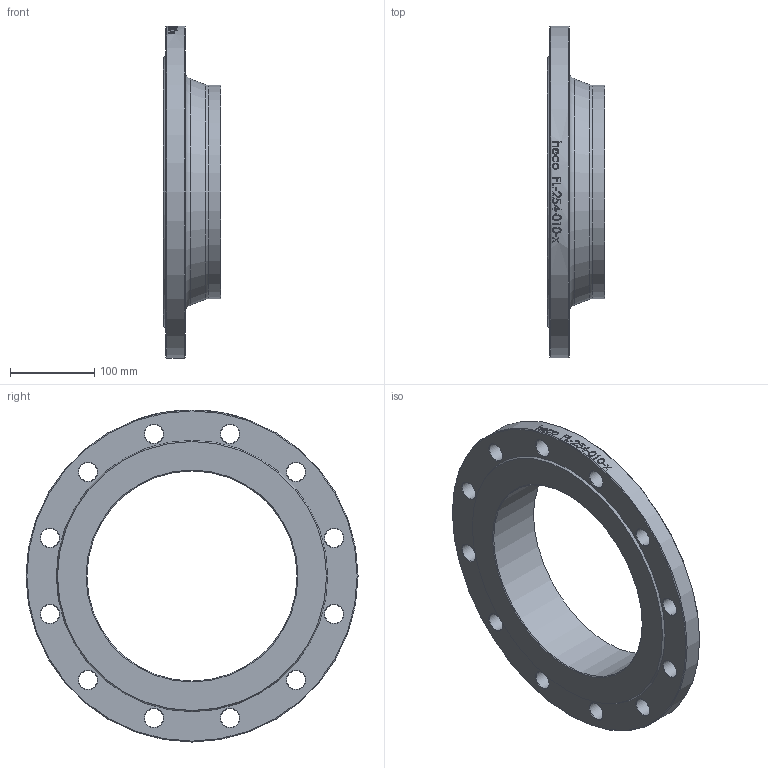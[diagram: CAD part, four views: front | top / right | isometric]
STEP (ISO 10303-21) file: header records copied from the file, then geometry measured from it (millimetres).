
FILE_DESCRIPTION (( 'STEP AP214' ), '1' );
FILE_NAME ('FL-254-010-x Vorschweissflansch PN10 Iso DIN2632 2009.STEP', '2020-09-03T08:47:23', ( '' ), ( '' ), 'SwSTEP 2.0', 'SolidWorks 2019', '' );
FILE_SCHEMA (( 'AUTOMOTIVE_DESIGN' ));
Length unit declared in the file: millimetre
Products named in the file (1): FL-254-010-x Vorschweissflansch PN10 Iso DIN2632 2009
Bounding box: 68 x 395 x 395 mm (x, y, z)
Volume: 1858207.3 mm3; surface area: 264395.2 mm2
Topology: 1 solids, 1 shells, 71 faces, 276 edges, 229 vertices
Faces by surface type: cylinder 36, cone 29, plane 4, torus 2
Full cylindrical faces by diameter (mm): 22 x12, 250 x1, 254 x1, 395 x1
Entity records: 6063 total; most frequent: CARTESIAN_POINT 3738, ORIENTED_EDGE 426, DIRECTION 372, VERTEX_POINT 213, EDGE_CURVE 213, AXIS2_PLACEMENT_3D 172, EDGE_LOOP 166, CIRCLE 100
